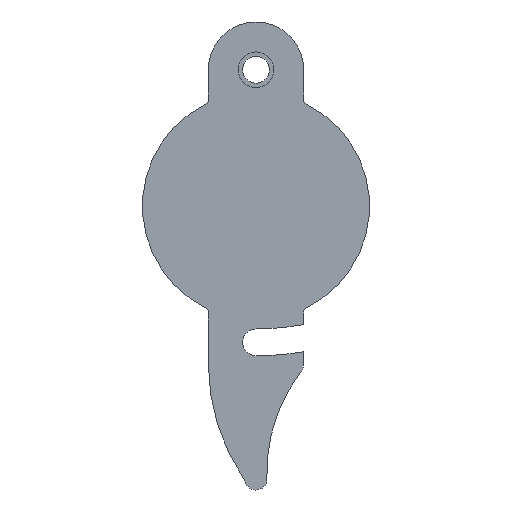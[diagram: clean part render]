
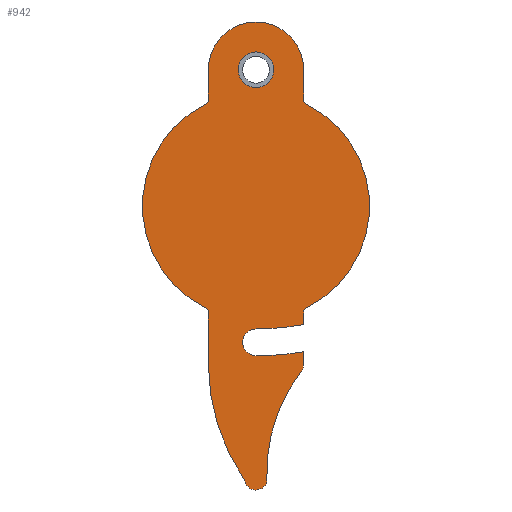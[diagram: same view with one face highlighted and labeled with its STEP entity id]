
A CAD part, front view. The second image highlights one B-rep face of the part: STEP entity #942.
In plain terms, the highlighted planar face has unit normal (0, -1, 0).
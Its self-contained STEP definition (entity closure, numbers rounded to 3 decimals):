
#47=FACE_BOUND('',#153,.T.);
#61=PLANE('',#1093);
#95=FACE_OUTER_BOUND('',#152,.T.);
#152=EDGE_LOOP('',(#754,#755,#756,#757,#758,#759,#760,#761,#762,#763,#764,
#765,#766,#767,#768,#769,#770,#771,#772));
#153=EDGE_LOOP('',(#773));
#224=LINE('',#1655,#289);
#225=LINE('',#1663,#290);
#226=LINE('',#1671,#291);
#227=LINE('',#1675,#292);
#228=LINE('',#1683,#293);
#289=VECTOR('',#1334,10.);
#290=VECTOR('',#1341,10.);
#291=VECTOR('',#1348,10.);
#292=VECTOR('',#1351,10.);
#293=VECTOR('',#1358,10.);
#364=CIRCLE('',#1094,62.95);
#365=CIRCLE('',#1095,2.95);
#366=CIRCLE('',#1096,57.05);
#367=CIRCLE('',#1097,1.);
#368=CIRCLE('',#1098,25.);
#369=CIRCLE('',#1099,1.);
#370=CIRCLE('',#1100,10.5);
#371=CIRCLE('',#1101,1.);
#372=CIRCLE('',#1102,25.);
#373=CIRCLE('',#1103,1.);
#374=CIRCLE('',#1104,45.525);
#375=CIRCLE('',#1105,2.5);
#376=CIRCLE('',#1106,36.901);
#377=CIRCLE('',#1107,2.75);
#378=CIRCLE('',#1108,3.9);
#449=VERTEX_POINT('',#1653);
#450=VERTEX_POINT('',#1654);
#451=VERTEX_POINT('',#1656);
#452=VERTEX_POINT('',#1658);
#453=VERTEX_POINT('',#1660);
#454=VERTEX_POINT('',#1662);
#455=VERTEX_POINT('',#1664);
#456=VERTEX_POINT('',#1666);
#457=VERTEX_POINT('',#1668);
#458=VERTEX_POINT('',#1670);
#459=VERTEX_POINT('',#1672);
#460=VERTEX_POINT('',#1674);
#461=VERTEX_POINT('',#1676);
#462=VERTEX_POINT('',#1678);
#463=VERTEX_POINT('',#1680);
#464=VERTEX_POINT('',#1682);
#465=VERTEX_POINT('',#1684);
#466=VERTEX_POINT('',#1686);
#467=VERTEX_POINT('',#1688);
#468=VERTEX_POINT('',#1691);
#559=EDGE_CURVE('',#449,#450,#224,.T.);
#560=EDGE_CURVE('',#450,#451,#364,.T.);
#561=EDGE_CURVE('',#451,#452,#365,.T.);
#562=EDGE_CURVE('',#452,#453,#366,.T.);
#563=EDGE_CURVE('',#453,#454,#225,.T.);
#564=EDGE_CURVE('',#454,#455,#367,.T.);
#565=EDGE_CURVE('',#455,#456,#368,.T.);
#566=EDGE_CURVE('',#456,#457,#369,.T.);
#567=EDGE_CURVE('',#457,#458,#226,.T.);
#568=EDGE_CURVE('',#458,#459,#370,.T.);
#569=EDGE_CURVE('',#459,#460,#227,.T.);
#570=EDGE_CURVE('',#460,#461,#371,.T.);
#571=EDGE_CURVE('',#461,#462,#372,.T.);
#572=EDGE_CURVE('',#462,#463,#373,.T.);
#573=EDGE_CURVE('',#463,#464,#228,.T.);
#574=EDGE_CURVE('',#464,#465,#374,.T.);
#575=EDGE_CURVE('',#465,#466,#375,.T.);
#576=EDGE_CURVE('',#466,#467,#376,.T.);
#577=EDGE_CURVE('',#467,#449,#377,.T.);
#578=EDGE_CURVE('',#468,#468,#378,.T.);
#754=ORIENTED_EDGE('',*,*,#559,.T.);
#755=ORIENTED_EDGE('',*,*,#560,.T.);
#756=ORIENTED_EDGE('',*,*,#561,.T.);
#757=ORIENTED_EDGE('',*,*,#562,.T.);
#758=ORIENTED_EDGE('',*,*,#563,.T.);
#759=ORIENTED_EDGE('',*,*,#564,.T.);
#760=ORIENTED_EDGE('',*,*,#565,.T.);
#761=ORIENTED_EDGE('',*,*,#566,.T.);
#762=ORIENTED_EDGE('',*,*,#567,.T.);
#763=ORIENTED_EDGE('',*,*,#568,.T.);
#764=ORIENTED_EDGE('',*,*,#569,.T.);
#765=ORIENTED_EDGE('',*,*,#570,.T.);
#766=ORIENTED_EDGE('',*,*,#571,.T.);
#767=ORIENTED_EDGE('',*,*,#572,.T.);
#768=ORIENTED_EDGE('',*,*,#573,.T.);
#769=ORIENTED_EDGE('',*,*,#574,.T.);
#770=ORIENTED_EDGE('',*,*,#575,.T.);
#771=ORIENTED_EDGE('',*,*,#576,.T.);
#772=ORIENTED_EDGE('',*,*,#577,.T.);
#773=ORIENTED_EDGE('',*,*,#578,.T.);
#942=ADVANCED_FACE('',(#95,#47),#61,.F.);
#1093=AXIS2_PLACEMENT_3D('',#1652,#1332,#1333);
#1094=AXIS2_PLACEMENT_3D('',#1657,#1335,#1336);
#1095=AXIS2_PLACEMENT_3D('',#1659,#1337,#1338);
#1096=AXIS2_PLACEMENT_3D('',#1661,#1339,#1340);
#1097=AXIS2_PLACEMENT_3D('',#1665,#1342,#1343);
#1098=AXIS2_PLACEMENT_3D('',#1667,#1344,#1345);
#1099=AXIS2_PLACEMENT_3D('',#1669,#1346,#1347);
#1100=AXIS2_PLACEMENT_3D('',#1673,#1349,#1350);
#1101=AXIS2_PLACEMENT_3D('',#1677,#1352,#1353);
#1102=AXIS2_PLACEMENT_3D('',#1679,#1354,#1355);
#1103=AXIS2_PLACEMENT_3D('',#1681,#1356,#1357);
#1104=AXIS2_PLACEMENT_3D('',#1685,#1359,#1360);
#1105=AXIS2_PLACEMENT_3D('',#1687,#1361,#1362);
#1106=AXIS2_PLACEMENT_3D('',#1689,#1363,#1364);
#1107=AXIS2_PLACEMENT_3D('',#1690,#1365,#1366);
#1108=AXIS2_PLACEMENT_3D('',#1692,#1367,#1368);
#1332=DIRECTION('center_axis',(0.,1.,0.));
#1333=DIRECTION('ref_axis',(1.,0.,0.));
#1334=DIRECTION('',(0.,0.,1.));
#1335=DIRECTION('center_axis',(0.,1.,0.));
#1336=DIRECTION('ref_axis',(0.167,0.,-0.986));
#1337=DIRECTION('center_axis',(0.,1.,0.));
#1338=DIRECTION('ref_axis',(0.,0.,-1.));
#1339=DIRECTION('center_axis',(0.,-1.,0.));
#1340=DIRECTION('ref_axis',(0.184,0.,-0.983));
#1341=DIRECTION('',(0.,0.,1.));
#1342=DIRECTION('center_axis',(0.,1.,0.));
#1343=DIRECTION('ref_axis',(-1.,0.,0.));
#1344=DIRECTION('center_axis',(0.,-1.,0.));
#1345=DIRECTION('ref_axis',(0.442,0.,0.897));
#1346=DIRECTION('center_axis',(0.,1.,0.));
#1347=DIRECTION('ref_axis',(-0.442,0.,-0.897));
#1348=DIRECTION('',(0.,0.,1.));
#1349=DIRECTION('center_axis',(0.,-1.,0.));
#1350=DIRECTION('ref_axis',(-1.,0.,0.));
#1351=DIRECTION('',(0.,0.,-1.));
#1352=DIRECTION('center_axis',(0.,1.,0.));
#1353=DIRECTION('ref_axis',(1.,0.,0.));
#1354=DIRECTION('center_axis',(0.,-1.,0.));
#1355=DIRECTION('ref_axis',(-0.442,0.,-0.897));
#1356=DIRECTION('center_axis',(0.,1.,0.));
#1357=DIRECTION('ref_axis',(0.442,0.,0.897));
#1358=DIRECTION('',(0.,0.,-1.));
#1359=DIRECTION('center_axis',(0.,-1.,0.));
#1360=DIRECTION('ref_axis',(-0.824,0.,-0.567));
#1361=DIRECTION('center_axis',(0.,-1.,0.));
#1362=DIRECTION('ref_axis',(0.936,0.,0.351));
#1363=DIRECTION('center_axis',(0.,1.,0.));
#1364=DIRECTION('ref_axis',(-0.999,0.,-0.052));
#1365=DIRECTION('center_axis',(0.,-1.,0.));
#1366=DIRECTION('ref_axis',(1.,0.,0.));
#1367=DIRECTION('center_axis',(0.,1.,0.));
#1368=DIRECTION('ref_axis',(1.,0.,0.));
#1652=CARTESIAN_POINT('Origin',(0.,-3.2,-11.));
#1653=CARTESIAN_POINT('',(10.5,-3.2,-34.738));
#1654=CARTESIAN_POINT('',(10.5,-3.2,-32.068));
#1655=CARTESIAN_POINT('',(10.5,-3.2,-32.068));
#1656=CARTESIAN_POINT('',(0.,-3.2,-32.95));
#1657=CARTESIAN_POINT('Origin',(0.,-3.2,30.));
#1658=CARTESIAN_POINT('',(0.,-3.2,-27.05));
#1659=CARTESIAN_POINT('Origin',(0.,-3.2,-30.));
#1660=CARTESIAN_POINT('',(10.5,-3.2,-26.075));
#1661=CARTESIAN_POINT('Origin',(0.,-3.2,30.));
#1662=CARTESIAN_POINT('',(10.5,-3.2,-23.318));
#1663=CARTESIAN_POINT('',(10.5,-3.2,-23.318));
#1664=CARTESIAN_POINT('',(11.058,-3.2,-22.422));
#1665=CARTESIAN_POINT('Origin',(11.5,-3.2,-23.318));
#1666=CARTESIAN_POINT('',(11.058,-3.2,22.422));
#1667=CARTESIAN_POINT('Origin',(0.,-3.2,0.));
#1668=CARTESIAN_POINT('',(10.5,-3.2,23.318));
#1669=CARTESIAN_POINT('Origin',(11.5,-3.2,23.318));
#1670=CARTESIAN_POINT('',(10.5,-3.2,30.));
#1671=CARTESIAN_POINT('',(10.5,-3.2,30.));
#1672=CARTESIAN_POINT('',(-10.5,-3.2,30.));
#1673=CARTESIAN_POINT('Origin',(0.,-3.2,30.));
#1674=CARTESIAN_POINT('',(-10.5,-3.2,23.318));
#1675=CARTESIAN_POINT('',(-10.5,-3.2,30.));
#1676=CARTESIAN_POINT('',(-11.058,-3.2,22.422));
#1677=CARTESIAN_POINT('Origin',(-11.5,-3.2,23.318));
#1678=CARTESIAN_POINT('',(-11.058,-3.2,-22.422));
#1679=CARTESIAN_POINT('Origin',(0.,-3.2,0.));
#1680=CARTESIAN_POINT('',(-10.5,-3.2,-23.318));
#1681=CARTESIAN_POINT('Origin',(-11.5,-3.2,-23.318));
#1682=CARTESIAN_POINT('',(-10.5,-3.2,-34.556));
#1683=CARTESIAN_POINT('',(-10.5,-3.2,-23.318));
#1684=CARTESIAN_POINT('',(-2.472,-3.2,-60.372));
#1685=CARTESIAN_POINT('Origin',(35.025,-3.2,-34.556));
#1686=CARTESIAN_POINT('',(2.389,-3.2,-60.736));
#1687=CARTESIAN_POINT('Origin',(0.,-3.2,-60.));
#1688=CARTESIAN_POINT('',(9.934,-3.2,-36.409));
#1689=CARTESIAN_POINT('Origin',(39.241,-3.2,-58.832));
#1690=CARTESIAN_POINT('Origin',(7.75,-3.2,-34.738));
#1691=CARTESIAN_POINT('',(-3.9,-3.2,30.));
#1692=CARTESIAN_POINT('Origin',(0.,-3.2,30.));
